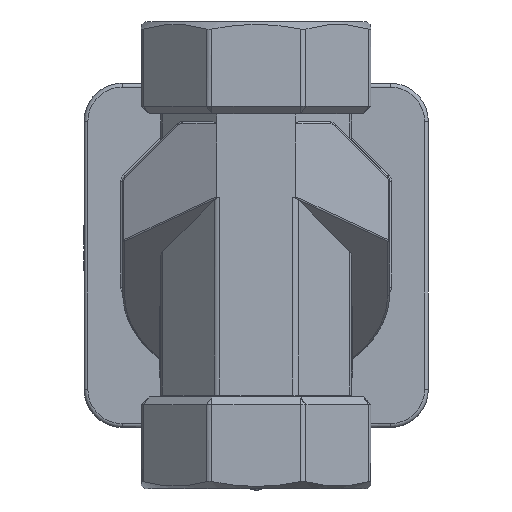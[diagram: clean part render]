
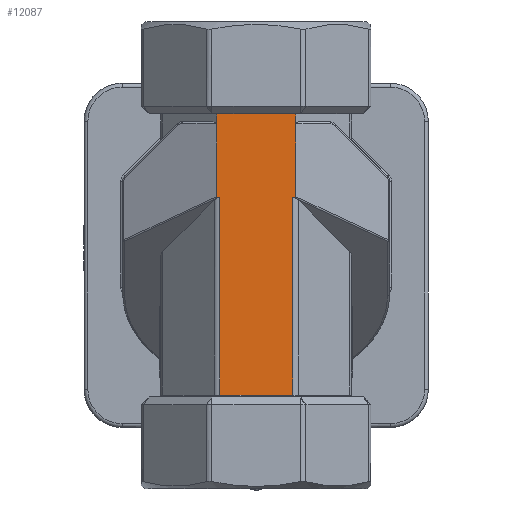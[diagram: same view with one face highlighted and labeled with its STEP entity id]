
A CAD part, front view. The second image highlights one B-rep face of the part: STEP entity #12087.
In plain terms, the highlighted planar face has unit normal (0, -1, 0).
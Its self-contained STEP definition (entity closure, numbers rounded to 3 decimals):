
#198=ELLIPSE('',#13064,1.284,0.5);
#203=ELLIPSE('',#13072,1.284,0.5);
#749=PLANE('',#13071);
#1366=LINE('',#20314,#2260);
#1370=LINE('',#20329,#2264);
#1371=LINE('',#20331,#2265);
#1372=LINE('',#20333,#2266);
#1373=LINE('',#20335,#2267);
#1374=LINE('',#20337,#2268);
#1375=LINE('',#20341,#2269);
#1376=LINE('',#20343,#2270);
#1377=LINE('',#20345,#2271);
#1378=LINE('',#20346,#2272);
#2260=VECTOR('',#15112,10.);
#2264=VECTOR('',#15128,10.);
#2265=VECTOR('',#15129,10.);
#2266=VECTOR('',#15130,10.);
#2267=VECTOR('',#15131,10.);
#2268=VECTOR('',#15132,10.);
#2269=VECTOR('',#15135,10.);
#2270=VECTOR('',#15136,10.);
#2271=VECTOR('',#15137,10.);
#2272=VECTOR('',#15138,10.);
#3177=FACE_OUTER_BOUND('',#3922,.T.);
#3922=EDGE_LOOP('',(#9091,#9092,#9093,#9094,#9095,#9096,#9097,#9098,#9099,
#9100,#9101,#9102));
#5373=VERTEX_POINT('',#20197);
#5382=VERTEX_POINT('',#20268);
#5383=VERTEX_POINT('',#20270);
#5384=VERTEX_POINT('',#20313);
#5390=VERTEX_POINT('',#20330);
#5391=VERTEX_POINT('',#20332);
#5392=VERTEX_POINT('',#20334);
#5393=VERTEX_POINT('',#20336);
#5394=VERTEX_POINT('',#20338);
#5395=VERTEX_POINT('',#20340);
#5396=VERTEX_POINT('',#20342);
#5397=VERTEX_POINT('',#20344);
#6704=EDGE_CURVE('',#5382,#5383,#198,.T.);
#6708=EDGE_CURVE('',#5383,#5384,#1366,.T.);
#6716=EDGE_CURVE('',#5382,#5373,#1370,.T.);
#6717=EDGE_CURVE('',#5373,#5390,#1371,.T.);
#6718=EDGE_CURVE('',#5390,#5391,#1372,.T.);
#6719=EDGE_CURVE('',#5392,#5391,#1373,.T.);
#6720=EDGE_CURVE('',#5393,#5392,#1374,.T.);
#6721=EDGE_CURVE('',#5394,#5393,#203,.T.);
#6722=EDGE_CURVE('',#5395,#5394,#1375,.T.);
#6723=EDGE_CURVE('',#5396,#5395,#1376,.T.);
#6724=EDGE_CURVE('',#5397,#5396,#1377,.T.);
#6725=EDGE_CURVE('',#5384,#5397,#1378,.T.);
#9091=ORIENTED_EDGE('',*,*,#6704,.F.);
#9092=ORIENTED_EDGE('',*,*,#6716,.T.);
#9093=ORIENTED_EDGE('',*,*,#6717,.T.);
#9094=ORIENTED_EDGE('',*,*,#6718,.T.);
#9095=ORIENTED_EDGE('',*,*,#6719,.F.);
#9096=ORIENTED_EDGE('',*,*,#6720,.F.);
#9097=ORIENTED_EDGE('',*,*,#6721,.F.);
#9098=ORIENTED_EDGE('',*,*,#6722,.F.);
#9099=ORIENTED_EDGE('',*,*,#6723,.F.);
#9100=ORIENTED_EDGE('',*,*,#6724,.F.);
#9101=ORIENTED_EDGE('',*,*,#6725,.F.);
#9102=ORIENTED_EDGE('',*,*,#6708,.F.);
#12087=ADVANCED_FACE('',(#3177),#749,.T.);
#13064=AXIS2_PLACEMENT_3D('',#20271,#15107,#15108);
#13071=AXIS2_PLACEMENT_3D('',#20328,#15126,#15127);
#13072=AXIS2_PLACEMENT_3D('',#20339,#15133,#15134);
#15107=DIRECTION('center_axis',(0.,1.,0.));
#15108=DIRECTION('ref_axis',(0.906,0.,-0.423));
#15112=DIRECTION('',(-1.,0.,0.));
#15126=DIRECTION('center_axis',(0.,-1.,0.));
#15127=DIRECTION('ref_axis',(1.,0.,0.));
#15128=DIRECTION('',(0.,0.,1.));
#15129=DIRECTION('',(0.,0.,1.));
#15130=DIRECTION('',(-1.,0.,0.));
#15131=DIRECTION('',(0.,0.,1.));
#15132=DIRECTION('',(0.,0.,1.));
#15133=DIRECTION('center_axis',(0.,1.,0.));
#15134=DIRECTION('ref_axis',(-0.906,0.,-0.423));
#15135=DIRECTION('',(-1.,0.,0.));
#15136=DIRECTION('',(0.,0.,1.));
#15137=DIRECTION('',(-1.,0.,0.));
#15138=DIRECTION('',(0.,0.,-1.));
#20197=CARTESIAN_POINT('',(10.355,-25.,34.401));
#20268=CARTESIAN_POINT('',(10.355,-25.,15.353));
#20270=CARTESIAN_POINT('',(9.93,-25.,15.099));
#20271=CARTESIAN_POINT('Origin',(9.172,-25.,15.806));
#20313=CARTESIAN_POINT('',(9.527,-25.,15.099));
#20314=CARTESIAN_POINT('',(-5.178,-25.,15.099));
#20328=CARTESIAN_POINT('Origin',(-10.355,-25.,0.));
#20329=CARTESIAN_POINT('',(10.355,-25.,-61.));
#20330=CARTESIAN_POINT('',(10.355,-25.,37.));
#20331=CARTESIAN_POINT('',(10.355,-25.,0.));
#20332=CARTESIAN_POINT('',(-10.355,-25.,37.));
#20333=CARTESIAN_POINT('',(-5.178,-25.,37.));
#20334=CARTESIAN_POINT('',(-10.355,-25.,34.401));
#20335=CARTESIAN_POINT('',(-10.355,-25.,-61.));
#20336=CARTESIAN_POINT('',(-10.355,-25.,15.353));
#20337=CARTESIAN_POINT('',(-10.355,-25.,-61.));
#20338=CARTESIAN_POINT('',(-9.93,-25.,15.099));
#20339=CARTESIAN_POINT('Origin',(-9.172,-25.,15.806));
#20340=CARTESIAN_POINT('',(-9.527,-25.,15.099));
#20341=CARTESIAN_POINT('',(-5.178,-25.,15.099));
#20342=CARTESIAN_POINT('',(-9.527,-25.,-36.5));
#20343=CARTESIAN_POINT('',(-9.527,-25.,0.));
#20344=CARTESIAN_POINT('',(9.527,-25.,-36.5));
#20345=CARTESIAN_POINT('',(-5.178,-25.,-36.5));
#20346=CARTESIAN_POINT('',(9.527,-25.,0.));
